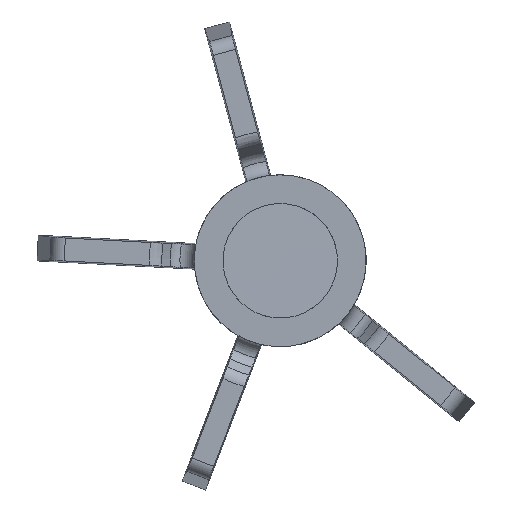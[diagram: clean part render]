
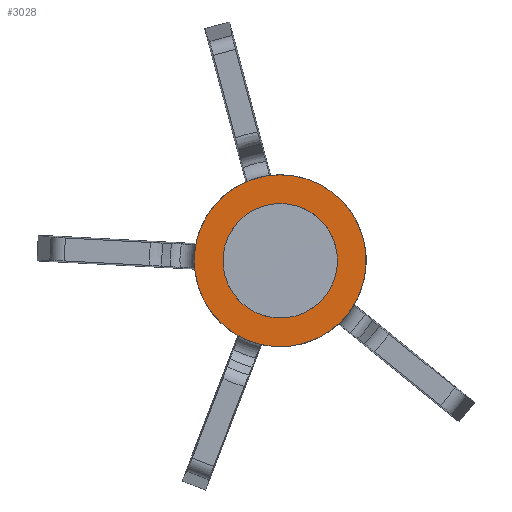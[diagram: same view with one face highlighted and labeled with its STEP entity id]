
A CAD part, front view. The second image highlights one B-rep face of the part: STEP entity #3028.
In plain terms, the highlighted planar face has unit normal (0, -1, 0).
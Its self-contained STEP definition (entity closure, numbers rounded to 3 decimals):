
#3028 = ADVANCED_FACE('',(#3029,#3070),#3044,.T.);
#3029 = FACE_BOUND('',#3030,.T.);
#3030 = EDGE_LOOP('',(#3031,#3055));
#3031 = ORIENTED_EDGE('',*,*,#3032,.T.);
#3032 = EDGE_CURVE('',#3033,#3035,#3037,.T.);
#3033 = VERTEX_POINT('',#3034);
#3034 = CARTESIAN_POINT('',(1472.554,-758.048,
    1475.522));
#3035 = VERTEX_POINT('',#3036);
#3036 = CARTESIAN_POINT('',(1466.67,-758.048,
    1474.455));
#3037 = SURFACE_CURVE('',#3038,(#3043),.PCURVE_S1.);
#3038 = CIRCLE('',#3039,3.);
#3039 = AXIS2_PLACEMENT_3D('',#3040,#3041,#3042);
#3040 = CARTESIAN_POINT('',(1469.656,-758.048,
    1474.745));
#3041 = DIRECTION('',(0.,-1.,0.));
#3042 = DIRECTION('',(0.966,0.,0.259));
#3043 = PCURVE('',#3044,#3049);
#3044 = PLANE('',#3045);
#3045 = AXIS2_PLACEMENT_3D('',#3046,#3047,#3048);
#3046 = CARTESIAN_POINT('',(1469.656,-758.048,
    1474.745));
#3047 = DIRECTION('',(0.,-1.,0.));
#3048 = DIRECTION('',(0.966,0.,0.259));
#3049 = DEFINITIONAL_REPRESENTATION('',(#3050),#3054);
#3050 = CIRCLE('',#3051,3.);
#3051 = AXIS2_PLACEMENT_2D('',#3052,#3053);
#3052 = CARTESIAN_POINT('',(0.,0.));
#3053 = DIRECTION('',(1.,0.));
#3054 = ( GEOMETRIC_REPRESENTATION_CONTEXT(2) 
PARAMETRIC_REPRESENTATION_CONTEXT() REPRESENTATION_CONTEXT('2D SPACE',''
  ) );
#3055 = ORIENTED_EDGE('',*,*,#3056,.T.);
#3056 = EDGE_CURVE('',#3035,#3033,#3057,.T.);
#3057 = SURFACE_CURVE('',#3058,(#3063),.PCURVE_S1.);
#3058 = CIRCLE('',#3059,3.);
#3059 = AXIS2_PLACEMENT_3D('',#3060,#3061,#3062);
#3060 = CARTESIAN_POINT('',(1469.656,-758.048,
    1474.745));
#3061 = DIRECTION('',(0.,-1.,0.));
#3062 = DIRECTION('',(0.966,0.,0.259));
#3063 = PCURVE('',#3044,#3064);
#3064 = DEFINITIONAL_REPRESENTATION('',(#3065),#3069);
#3065 = CIRCLE('',#3066,3.);
#3066 = AXIS2_PLACEMENT_2D('',#3067,#3068);
#3067 = CARTESIAN_POINT('',(0.,0.));
#3068 = DIRECTION('',(1.,0.));
#3069 = ( GEOMETRIC_REPRESENTATION_CONTEXT(2) 
PARAMETRIC_REPRESENTATION_CONTEXT() REPRESENTATION_CONTEXT('2D SPACE',''
  ) );
#3070 = FACE_BOUND('',#3071,.T.);
#3071 = EDGE_LOOP('',(#3072,#3091));
#3072 = ORIENTED_EDGE('',*,*,#3073,.F.);
#3073 = EDGE_CURVE('',#3074,#3076,#3078,.T.);
#3074 = VERTEX_POINT('',#3075);
#3075 = CARTESIAN_POINT('',(1471.588,-758.048,
    1475.263));
#3076 = VERTEX_POINT('',#3077);
#3077 = CARTESIAN_POINT('',(1467.724,-758.048,
    1474.228));
#3078 = SURFACE_CURVE('',#3079,(#3084),.PCURVE_S1.);
#3079 = CIRCLE('',#3080,2.);
#3080 = AXIS2_PLACEMENT_3D('',#3081,#3082,#3083);
#3081 = CARTESIAN_POINT('',(1469.656,-758.048,
    1474.745));
#3082 = DIRECTION('',(0.,-1.,0.));
#3083 = DIRECTION('',(0.966,0.,0.259));
#3084 = PCURVE('',#3044,#3085);
#3085 = DEFINITIONAL_REPRESENTATION('',(#3086),#3090);
#3086 = CIRCLE('',#3087,2.);
#3087 = AXIS2_PLACEMENT_2D('',#3088,#3089);
#3088 = CARTESIAN_POINT('',(0.,0.));
#3089 = DIRECTION('',(1.,0.));
#3090 = ( GEOMETRIC_REPRESENTATION_CONTEXT(2) 
PARAMETRIC_REPRESENTATION_CONTEXT() REPRESENTATION_CONTEXT('2D SPACE',''
  ) );
#3091 = ORIENTED_EDGE('',*,*,#3092,.F.);
#3092 = EDGE_CURVE('',#3076,#3074,#3093,.T.);
#3093 = SURFACE_CURVE('',#3094,(#3099),.PCURVE_S1.);
#3094 = CIRCLE('',#3095,2.);
#3095 = AXIS2_PLACEMENT_3D('',#3096,#3097,#3098);
#3096 = CARTESIAN_POINT('',(1469.656,-758.048,
    1474.745));
#3097 = DIRECTION('',(0.,-1.,0.));
#3098 = DIRECTION('',(0.966,0.,0.259));
#3099 = PCURVE('',#3044,#3100);
#3100 = DEFINITIONAL_REPRESENTATION('',(#3101),#3105);
#3101 = CIRCLE('',#3102,2.);
#3102 = AXIS2_PLACEMENT_2D('',#3103,#3104);
#3103 = CARTESIAN_POINT('',(0.,0.));
#3104 = DIRECTION('',(1.,0.));
#3105 = ( GEOMETRIC_REPRESENTATION_CONTEXT(2) 
PARAMETRIC_REPRESENTATION_CONTEXT() REPRESENTATION_CONTEXT('2D SPACE',''
  ) );
